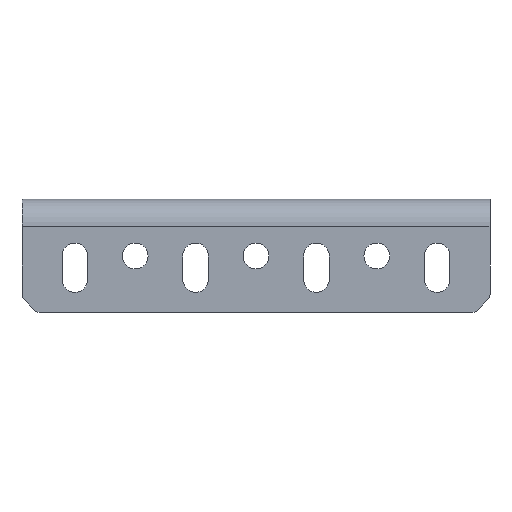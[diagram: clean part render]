
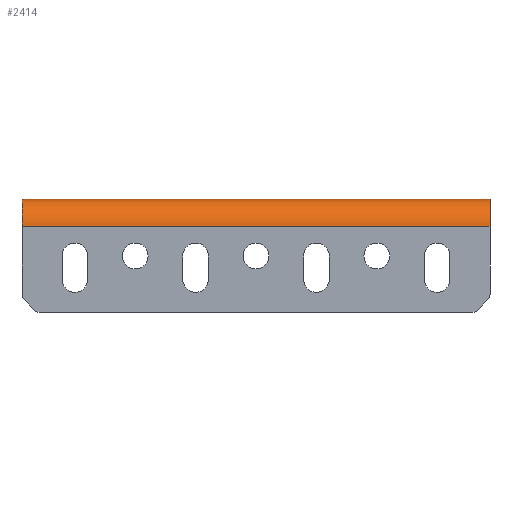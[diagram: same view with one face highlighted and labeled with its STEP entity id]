
A CAD part, front view. The second image highlights one B-rep face of the part: STEP entity #2414.
In plain terms, the highlighted cylindrical face has radius 3.587 mm (diameter 7.175 mm), a partial arc.
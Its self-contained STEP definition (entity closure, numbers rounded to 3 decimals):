
#176 = CARTESIAN_POINT ( 'NONE',  ( -31., -13.413, -3.587 ) ) ;
#231 = DIRECTION ( 'NONE',  ( -1., 0., 0. ) ) ;
#297 = FACE_OUTER_BOUND ( 'NONE', #2677, .T. ) ;
#410 = AXIS2_PLACEMENT_3D ( 'NONE', #2309, #1065, #808 ) ;
#539 = CARTESIAN_POINT ( 'NONE',  ( 31., -13.413, 0. ) ) ;
#544 = VERTEX_POINT ( 'NONE', #1992 ) ;
#717 = ORIENTED_EDGE ( 'NONE', *, *, #1903, .F. ) ;
#772 = VERTEX_POINT ( 'NONE', #2433 ) ;
#782 = DIRECTION ( 'NONE',  ( 1., 0., 0. ) ) ;
#808 = DIRECTION ( 'NONE',  ( 0., 0., 1. ) ) ;
#867 = CYLINDRICAL_SURFACE ( 'NONE', #1999, 3.588 ) ;
#1006 = CARTESIAN_POINT ( 'NONE',  ( -31., -13.413, -3.587 ) ) ;
#1065 = DIRECTION ( 'NONE',  ( 1., 0., 0. ) ) ;
#1196 = VERTEX_POINT ( 'NONE', #2263 ) ;
#1220 = DIRECTION ( 'NONE',  ( -1., 0., 0. ) ) ;
#1344 = CIRCLE ( 'NONE', #410, 3.588 ) ;
#1388 = CARTESIAN_POINT ( 'NONE',  ( 31., -17., -3.587 ) ) ;
#1538 = DIRECTION ( 'NONE',  ( 0., -1., 0. ) ) ;
#1549 = VERTEX_POINT ( 'NONE', #539 ) ;
#1903 = EDGE_CURVE ( 'NONE', #1549, #772, #1344, .T. ) ;
#1987 = DIRECTION ( 'NONE',  ( 0., 0., 1. ) ) ;
#1992 = CARTESIAN_POINT ( 'NONE',  ( -31., -17., -3.587 ) ) ;
#1999 = AXIS2_PLACEMENT_3D ( 'NONE', #1006, #231, #1538 ) ;
#2065 = CIRCLE ( 'NONE', #2762, 3.588 ) ;
#2121 = EDGE_CURVE ( 'NONE', #544, #772, #3002, .T. ) ;
#2224 = ORIENTED_EDGE ( 'NONE', *, *, #2454, .F. ) ;
#2263 = CARTESIAN_POINT ( 'NONE',  ( -31., -13.413, 0. ) ) ;
#2278 = ORIENTED_EDGE ( 'NONE', *, *, #2331, .F. ) ;
#2309 = CARTESIAN_POINT ( 'NONE',  ( 31., -13.413, -3.587 ) ) ;
#2320 = CARTESIAN_POINT ( 'NONE',  ( -31., -13.413, 0. ) ) ;
#2331 = EDGE_CURVE ( 'NONE', #544, #1196, #2065, .T. ) ;
#2349 = VECTOR ( 'NONE', #2873, 1000. ) ;
#2414 = ADVANCED_FACE ( 'NONE', ( #297 ), #867, .T. ) ;
#2433 = CARTESIAN_POINT ( 'NONE',  ( 31., -17., -3.587 ) ) ;
#2454 = EDGE_CURVE ( 'NONE', #1196, #1549, #3186, .T. ) ;
#2677 = EDGE_LOOP ( 'NONE', ( #2224, #2278, #2801, #717 ) ) ;
#2762 = AXIS2_PLACEMENT_3D ( 'NONE', #176, #1220, #1987 ) ;
#2801 = ORIENTED_EDGE ( 'NONE', *, *, #2121, .T. ) ;
#2873 = DIRECTION ( 'NONE',  ( 1., 0., 0. ) ) ;
#2904 = VECTOR ( 'NONE', #782, 1000. ) ;
#3002 = LINE ( 'NONE', #1388, #2349 ) ;
#3186 = LINE ( 'NONE', #2320, #2904 ) ;
